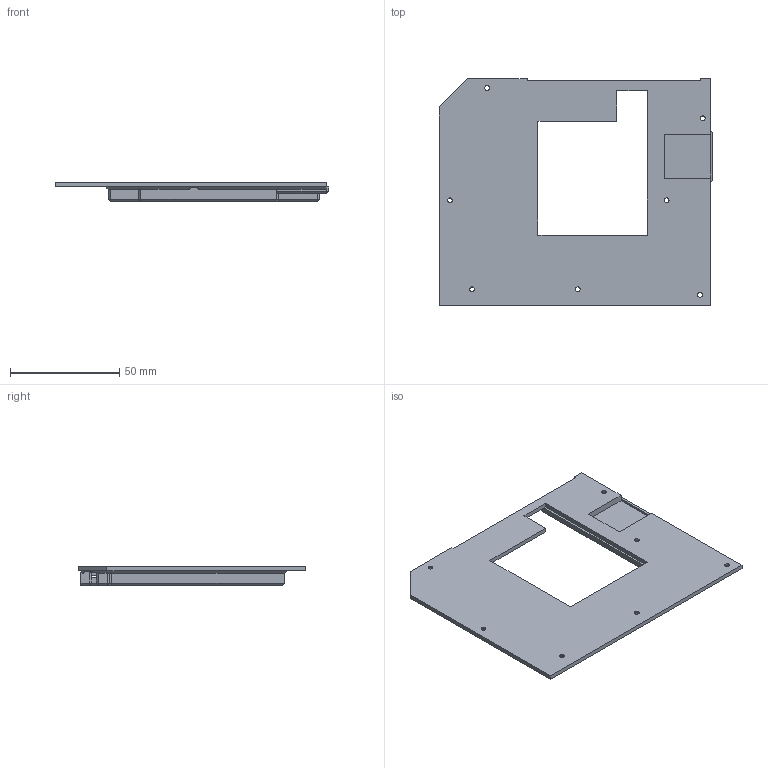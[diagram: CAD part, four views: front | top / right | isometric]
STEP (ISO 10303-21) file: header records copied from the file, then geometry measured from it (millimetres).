
FILE_DESCRIPTION(/* description */ ('STEP AP242','CAx-IF Rec.Pracs.---Representation and Presentation of Product Manufacturing Information (PMI)---4.0---2014-10-13','CAx-IF Rec.Pracs.---3D Tessellated Geometry---0.4---2014-09-14','2;1'),/* implementation_level */ '2;1');
FILE_NAME(/* name */ '638518cf2e1d31080580e3d4',/* time_stamp */ '2022-11-28T20:23:43+00:00',/* author */ (''),/* organization */ (''),/* preprocessor_version */ 'ST-DEVELOPER v18.102',/* originating_system */ ' ',/* authorisation */ ' ');
FILE_SCHEMA (('AP242_MANAGED_MODEL_BASED_3D_ENGINEERING_MIM_LF { 1 0 10303 442 1 1 4 }'));
Length unit declared in the file: metre
Products named in the file (1): bottom
Bounding box: 124.92 x 103.6 x 8.58 mm (x, y, z)
Volume: 27559.7 mm3; surface area: 25911.2 mm2
Topology: 1 solids, 1 shells, 135 faces, 353 edges, 213 vertices
Faces by surface type: plane 121, cylinder 7, cone 7
Full cylindrical faces by diameter (mm): 2.184 x7
Entity records: 3974 total; most frequent: CARTESIAN_POINT 698, ORIENTED_EDGE 672, DIRECTION 633, EDGE_CURVE 336, LINE 305, VECTOR 305, VERTEX_POINT 210, AXIS2_PLACEMENT_3D 164
